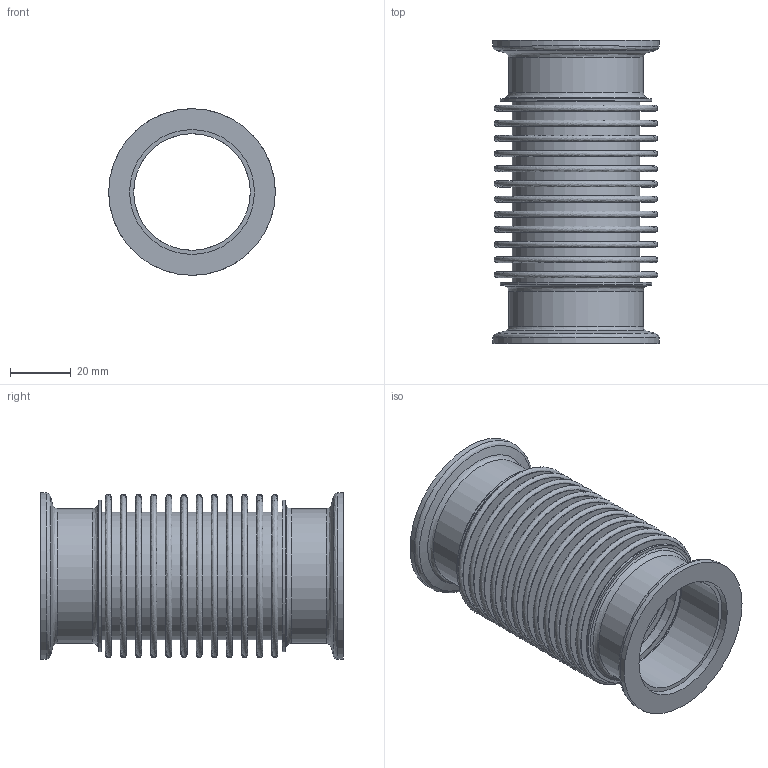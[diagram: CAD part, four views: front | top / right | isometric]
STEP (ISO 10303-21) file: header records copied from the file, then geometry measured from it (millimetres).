
FILE_DESCRIPTION (( 'STEP AP214' ), '1' );
FILE_NAME ('FULLVAC S1KF40100.STEP', '2019-04-25T10:10:50', ( '' ), ( '' ), 'SwSTEP 2.0', 'SolidWorks 2017', '' );
FILE_SCHEMA (( 'AUTOMOTIVE_DESIGN' ));
Length unit declared in the file: millimetre
Products named in the file (3): FULLVAC S1KF40100; 1^FULLVAC S1KF40100; 2^FULLVAC S1KF40100
Assembly tree (3 placements, depth 2):
  FULLVAC S1KF40100
    1^FULLVAC S1KF40100  x2
    2^FULLVAC S1KF40100
Bounding box: 55 x 100 x 55 mm (x, y, z)
Volume: 31915.6 mm3; surface area: 76167.8 mm2
Topology: 3 solids, 3 shells, 132 faces, 210 edges, 138 vertices
Faces by surface type: plane 60, cylinder 38, bspline 30, cone 4
Full cylindrical faces by diameter (mm): 38.5 x2, 41.2 x2, 41.7 x13, 42 x13, 44.5 x2, 50 x4, 55 x2
Entity records: 15905 total; most frequent: CARTESIAN_POINT 12753, DIRECTION 334, ORIENTED_EDGE 236, EDGE_LOOP 236, FACE_OUTER_BOUND 178, AXIS2_PLACEMENT_3D 167, UNCERTAINTY_MEASURE_WITH_UNIT 125, SURFACE_SIDE_STYLE 122
